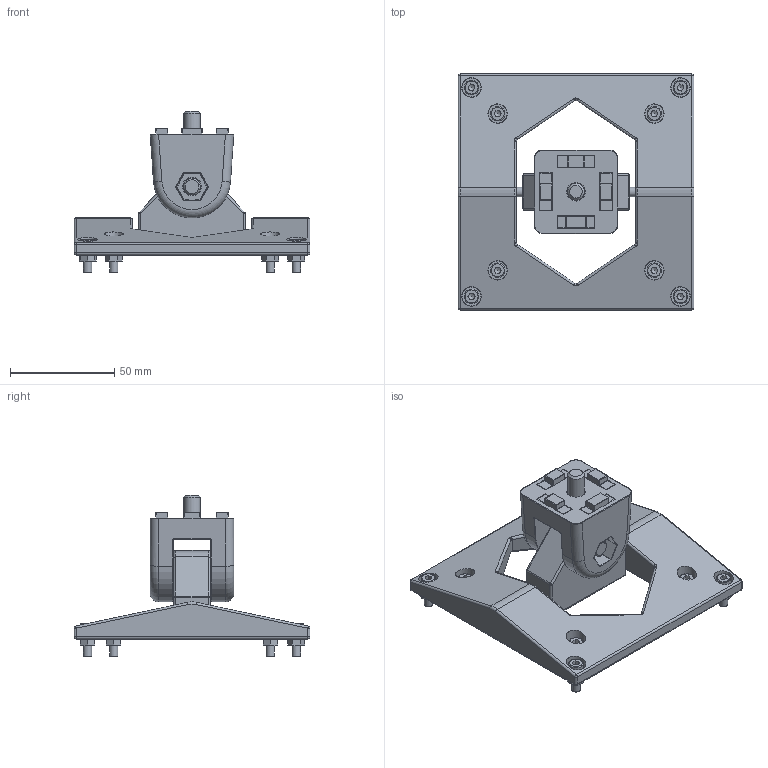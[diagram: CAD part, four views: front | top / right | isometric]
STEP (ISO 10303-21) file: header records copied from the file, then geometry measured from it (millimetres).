
FILE_DESCRIPTION(/* description */ ('Mocowanie monitora VESA 40-8'),/* implementation_level */ '2;1');
FILE_NAME(/* name */ '136552.stp',/* time_stamp */ '2023-01-31T11:55:57+01:00',/* author */ ('aluteckkpl_am'),/* organization */ (''),/* preprocessor_version */ 'ST-DEVELOPER v18.1',/* originating_system */ 'Autodesk Inventor 2021',/* authorisation */ '');
FILE_SCHEMA (('CONFIG_CONTROL_DESIGN'));
Products named in the file (1): 136552
Bounding box: 113 x 113 x 77.54 mm (x, y, z)
Volume: 159941.2 mm3; surface area: 50793 mm2
Topology: 2 solids, 10 shells, 1387 faces, 3543 edges, 2105 vertices
Faces by surface type: plane 445, cylinder 430, cone 240, bspline 101, sphere 87, torus 84
Full cylindrical faces by diameter (mm): 4 x16, 4.3 x8, 4.426 x2, 7 x8, 8 x24, 8.4 x2, 8.5 x3, 9 x9, 9.3 x8, 14 x1, 15 x2, 15.2 x2
Entity records: 47616 total; most frequent: CARTESIAN_POINT 13833, DIRECTION 7011, ORIENTED_EDGE 6884, EDGE_CURVE 3442, AXIS2_PLACEMENT_3D 2883, VERTEX_POINT 2105, EDGE_LOOP 1497, CIRCLE 1482
